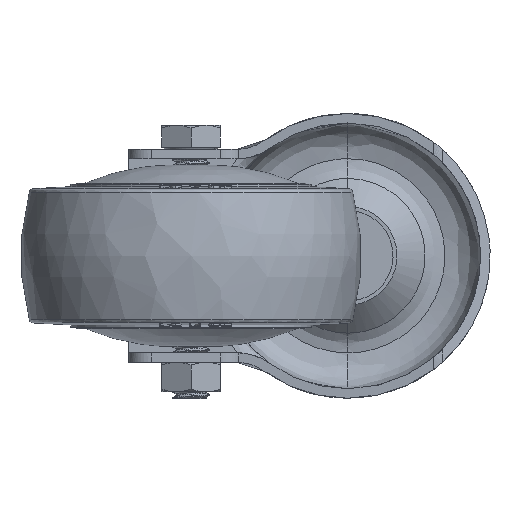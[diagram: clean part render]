
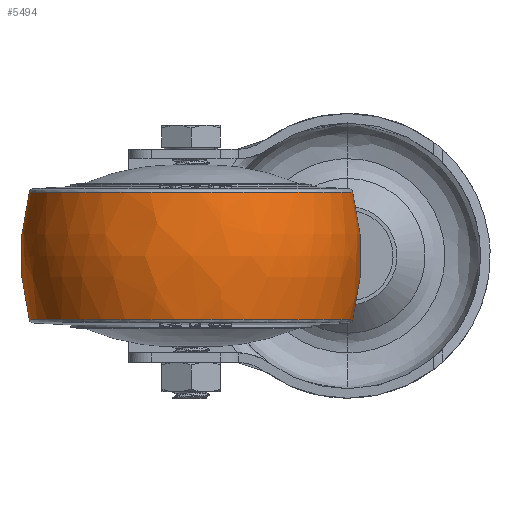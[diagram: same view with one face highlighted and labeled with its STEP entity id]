
A CAD part, front view. The second image highlights one B-rep face of the part: STEP entity #5494.
In plain terms, the highlighted free-form (B-spline) face has degree [2, 2] with [5, 3] control points.
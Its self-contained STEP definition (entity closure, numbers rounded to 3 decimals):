
#3127 = VERTEX_POINT('',#3128);
#3128 = CARTESIAN_POINT('',(-37.702,0.,
    -14.864));
#3135 = VERTEX_POINT('',#3136);
#3136 = CARTESIAN_POINT('',(37.702,0.,-14.864));
#3169 = EDGE_CURVE('',#3135,#3170,#3172,.T.);
#3170 = VERTEX_POINT('',#3171);
#3171 = CARTESIAN_POINT('',(37.702,0.,14.864));
#3172 = ( BOUNDED_CURVE() B_SPLINE_CURVE(2,(#3173,#3174,#3175),
.UNSPECIFIED.,.F.,.F.) B_SPLINE_CURVE_WITH_KNOTS((3,3),(1.315,
1.827),.PIECEWISE_BEZIER_KNOTS.) CURVE() 
GEOMETRIC_REPRESENTATION_ITEM() RATIONAL_B_SPLINE_CURVE((1.,
0.967,1.)) REPRESENTATION_ITEM('') );
#3173 = CARTESIAN_POINT('',(37.702,0.,-14.864));
#3174 = CARTESIAN_POINT('',(41.59,0.,0.));
#3175 = CARTESIAN_POINT('',(37.702,0.,14.864));
#3178 = VERTEX_POINT('',#3179);
#3179 = CARTESIAN_POINT('',(-37.702,0.,
    14.864));
#3187 = EDGE_CURVE('',#3127,#3178,#3188,.T.);
#3188 = ( BOUNDED_CURVE() B_SPLINE_CURVE(2,(#3189,#3190,#3191),
.UNSPECIFIED.,.F.,.F.) B_SPLINE_CURVE_WITH_KNOTS((3,3),(6.027,
6.539),.PIECEWISE_BEZIER_KNOTS.) CURVE() 
GEOMETRIC_REPRESENTATION_ITEM() RATIONAL_B_SPLINE_CURVE((1.,
0.967,1.)) REPRESENTATION_ITEM('') );
#3189 = CARTESIAN_POINT('',(-37.702,0.,
    -14.864));
#3190 = CARTESIAN_POINT('',(-41.59,0.,
    0.));
#3191 = CARTESIAN_POINT('',(-37.702,0.,
    14.864));
#5469 = EDGE_CURVE('',#3178,#3170,#5470,.T.);
#5470 = ( BOUNDED_CURVE() B_SPLINE_CURVE(2,(#5471,#5472,#5473,#5474,
#5475),.UNSPECIFIED.,.F.,.F.) B_SPLINE_CURVE_WITH_KNOTS((3,2,3),(
    3.142,4.712,6.283),
.PIECEWISE_BEZIER_KNOTS.) CURVE() GEOMETRIC_REPRESENTATION_ITEM() 
RATIONAL_B_SPLINE_CURVE((1.,0.707,1.,0.707,1.)) 
REPRESENTATION_ITEM('') );
#5471 = CARTESIAN_POINT('',(-37.702,0.,
    14.864));
#5472 = CARTESIAN_POINT('',(-37.702,-37.702,
    14.864));
#5473 = CARTESIAN_POINT('',(0.,-37.702,
    14.864));
#5474 = CARTESIAN_POINT('',(37.702,-37.702,
    14.864));
#5475 = CARTESIAN_POINT('',(37.702,0.,
    14.864));
#5494 = ADVANCED_FACE('',(#5495),#5508,.F.);
#5495 = FACE_BOUND('',#5496,.F.);
#5496 = EDGE_LOOP('',(#5497,#5498,#5499,#5507));
#5497 = ORIENTED_EDGE('',*,*,#5469,.T.);
#5498 = ORIENTED_EDGE('',*,*,#3169,.F.);
#5499 = ORIENTED_EDGE('',*,*,#5500,.F.);
#5500 = EDGE_CURVE('',#3127,#3135,#5501,.T.);
#5501 = ( BOUNDED_CURVE() B_SPLINE_CURVE(2,(#5502,#5503,#5504,#5505,
#5506),.UNSPECIFIED.,.F.,.F.) B_SPLINE_CURVE_WITH_KNOTS((3,2,3),(
    3.142,4.712,6.283),
.PIECEWISE_BEZIER_KNOTS.) CURVE() GEOMETRIC_REPRESENTATION_ITEM() 
RATIONAL_B_SPLINE_CURVE((1.,0.707,1.,0.707,1.)) 
REPRESENTATION_ITEM('') );
#5502 = CARTESIAN_POINT('',(-37.702,0.,
    -14.864));
#5503 = CARTESIAN_POINT('',(-37.702,-37.702,
    -14.864));
#5504 = CARTESIAN_POINT('',(0.,-37.702,
    -14.864));
#5505 = CARTESIAN_POINT('',(37.702,-37.702,
    -14.864));
#5506 = CARTESIAN_POINT('',(37.702,0.,
    -14.864));
#5507 = ORIENTED_EDGE('',*,*,#3187,.T.);
#5508 = ( BOUNDED_SURFACE() B_SPLINE_SURFACE(2,2,(
    (#5509,#5510,#5511)
    ,(#5512,#5513,#5514)
    ,(#5515,#5516,#5517)
    ,(#5518,#5519,#5520)
    ,(#5521,#5522,#5523
)),.UNSPECIFIED.,.F.,.F.,.F.) B_SPLINE_SURFACE_WITH_KNOTS((3,2,3),(3,3),
  (0.,1.571,3.142),(2.886,3.397),
.PIECEWISE_BEZIER_KNOTS.) GEOMETRIC_REPRESENTATION_ITEM() 
RATIONAL_B_SPLINE_SURFACE((
    (1.,0.967,1.)
    ,(0.707,0.684,0.707)
    ,(1.,0.967,1.)
    ,(0.707,0.684,0.707)
,(1.,0.967,1.))) REPRESENTATION_ITEM('') SURFACE() );
#5509 = CARTESIAN_POINT('',(-37.702,0.,14.864));
#5510 = CARTESIAN_POINT('',(-41.59,0.,0.));
#5511 = CARTESIAN_POINT('',(-37.702,0.,-14.864));
#5512 = CARTESIAN_POINT('',(-37.702,-37.702,
    14.864));
#5513 = CARTESIAN_POINT('',(-41.59,-41.59,
    0.));
#5514 = CARTESIAN_POINT('',(-37.702,-37.702,
    -14.864));
#5515 = CARTESIAN_POINT('',(0.,-37.702,
    14.864));
#5516 = CARTESIAN_POINT('',(0.,-41.59,
    0.));
#5517 = CARTESIAN_POINT('',(0.,-37.702,
    -14.864));
#5518 = CARTESIAN_POINT('',(37.702,-37.702,
    14.864));
#5519 = CARTESIAN_POINT('',(41.59,-41.59,
    0.));
#5520 = CARTESIAN_POINT('',(37.702,-37.702,
    -14.864));
#5521 = CARTESIAN_POINT('',(37.702,0.,
    14.864));
#5522 = CARTESIAN_POINT('',(41.59,0.,
    0.));
#5523 = CARTESIAN_POINT('',(37.702,0.,
    -14.864));
